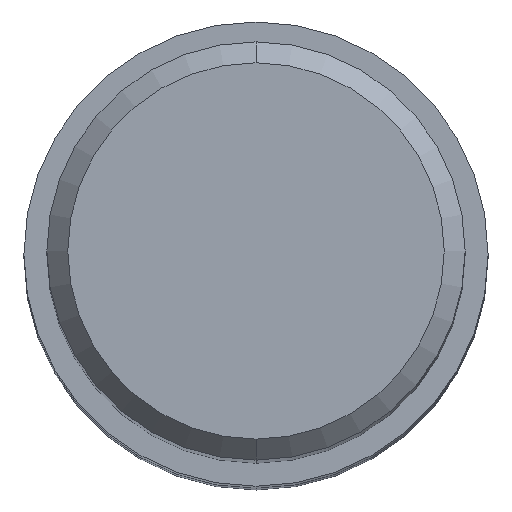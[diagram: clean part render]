
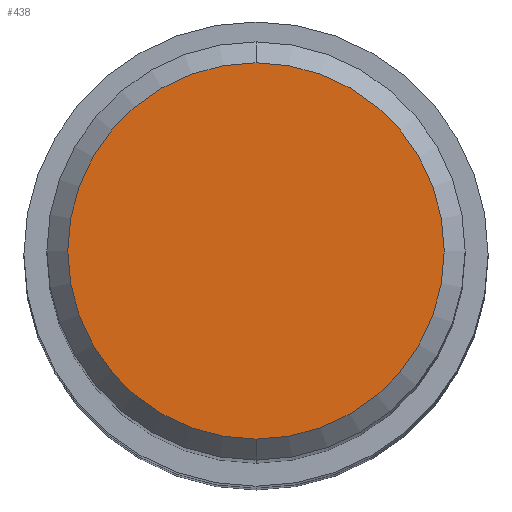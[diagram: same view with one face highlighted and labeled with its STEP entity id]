
A CAD part, top view. The second image highlights one B-rep face of the part: STEP entity #438.
In plain terms, the highlighted planar face has unit normal (0, 0, 1).
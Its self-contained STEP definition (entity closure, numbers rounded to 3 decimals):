
#198=EDGE_CURVE('',#276,#316,#495,.T.);
#276=VERTEX_POINT('',#581);
#310=EDGE_CURVE('',#316,#276,#619,.T.);
#316=VERTEX_POINT('',#626);
#438=ADVANCED_FACE('',(#759),#760,.T.);
#495=CIRCLE('',#819,4.5);
#581=CARTESIAN_POINT('',(0.,-4.5,0.0));
#619=CIRCLE('',#1117,4.5);
#626=CARTESIAN_POINT('',(0.0,4.5,0.0));
#759=FACE_OUTER_BOUND('',#1413,.T.);
#760=PLANE('',#1414);
#819=AXIS2_PLACEMENT_3D('',#1471,#1472,#1473);
#1117=AXIS2_PLACEMENT_3D('',#1625,#1626,#1627);
#1413=EDGE_LOOP('',(#1755,#1756));
#1414=AXIS2_PLACEMENT_3D('',#1757,#1758,#1759);
#1471=CARTESIAN_POINT('',(0.0,0.0,0.0));
#1472=DIRECTION('',(0.0,0.0,-1.0));
#1473=DIRECTION('',(0.0,1.0,0.0));
#1625=CARTESIAN_POINT('',(0.0,0.0,0.0));
#1626=DIRECTION('',(0.0,0.0,-1.0));
#1627=DIRECTION('',(0.0,1.0,0.0));
#1755=ORIENTED_EDGE('',*,*,#310,.F.);
#1756=ORIENTED_EDGE('',*,*,#198,.F.);
#1757=CARTESIAN_POINT('',(0.0,2.25,0.0));
#1758=DIRECTION('',(-0.0,0.0,1.0));
#1759=DIRECTION('',(0.0,-1.0,0.0));
